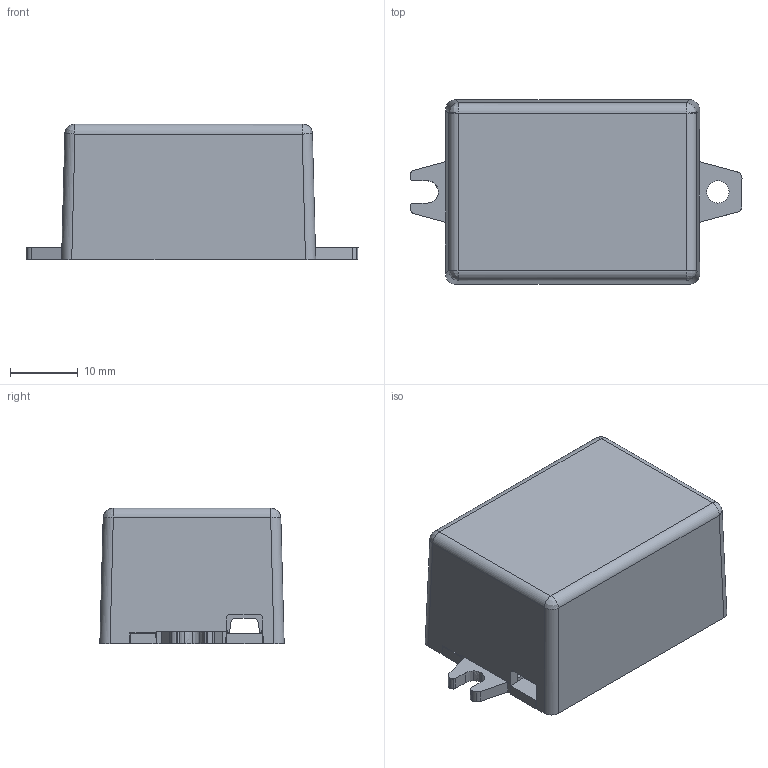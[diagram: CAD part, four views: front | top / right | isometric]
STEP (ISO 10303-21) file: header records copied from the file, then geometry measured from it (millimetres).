
FILE_DESCRIPTION((''),'2;1');
FILE_NAME('LSC4W-ASM_ASM_ASM','2018-01-02T',('wsenga'),(''),'PRO/ENGINEER BY PARAMETRIC TECHNOLOGY CORPORATION, 2012360','PRO/ENGINEER BY PARAMETRIC TECHNOLOGY CORPORATION, 2012360','');
FILE_SCHEMA(('CONFIG_CONTROL_DESIGN'));
Length unit declared in the file: millimetre
Products named in the file (4): MAWLSC4W-1A-150626_6; MAWLSC4W-2A-150313_2; LSC4W-ASM_ASM_2_ASM; LSC4W-ASM_ASM_ASM
Assembly tree (3 placements, depth 3):
  LSC4W-ASM_ASM_ASM
    LSC4W-ASM_ASM_2_ASM
      MAWLSC4W-1A-150626_6
      MAWLSC4W-2A-150313_2
Bounding box: 49 x 27.2 x 20 mm (x, y, z)
Volume: 5476.1 mm3; surface area: 8693.8 mm2
Topology: 2 solids, 2 shells, 156 faces, 424 edges, 270 vertices
Faces by surface type: plane 110, cylinder 20, extrusion 18, bspline 8
Entity records: 5384 total; most frequent: CARTESIAN_POINT 1529, ORIENTED_EDGE 840, DIRECTION 660, EDGE_CURVE 420, VECTOR 358, LINE 340, VERTEX_POINT 270, EDGE_LOOP 160
